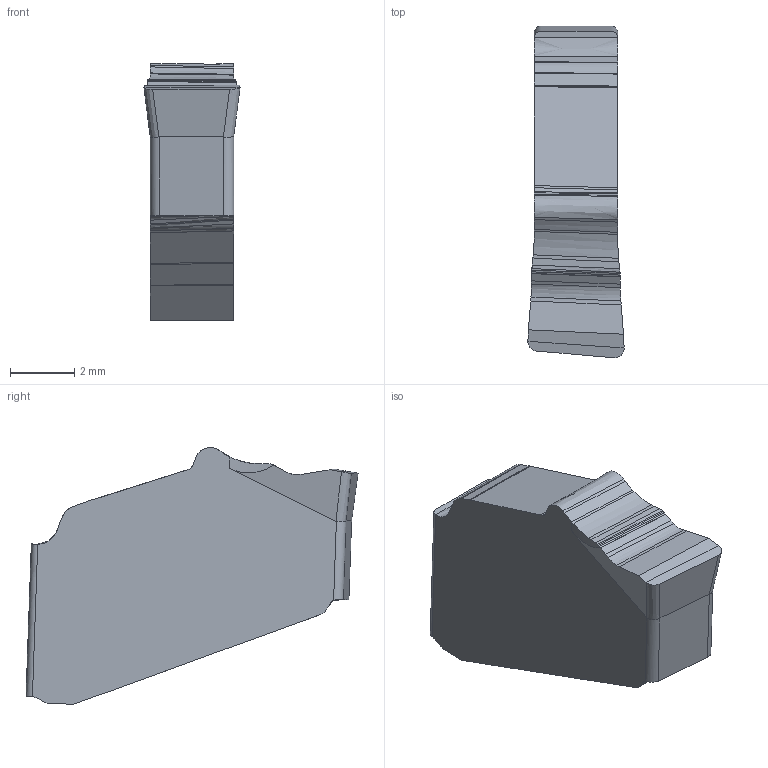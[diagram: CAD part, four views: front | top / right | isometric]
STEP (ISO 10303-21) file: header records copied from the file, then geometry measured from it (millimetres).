
FILE_DESCRIPTION((''),'2;1');
FILE_NAME('GW1M0300F030L05-GM','2021-03-01T10:32:48',('tlyad09'),('PTC Japan'),'CREO PARAMETRIC BY PTC INC, 2018500','CREO PARAMETRIC BY PTC INC, 2018500','');
FILE_SCHEMA(('AUTOMOTIVE_DESIGN { 1 0 10303 214 1 1 1 1 }'));
Length unit declared in the file: millimetre
Products named in the file (1): GW1M0300F030L05-GM
Bounding box: 3 x 10.35 x 8 mm (x, y, z)
Volume: 144.5 mm3; surface area: 190.5 mm2
Topology: 1 solids, 1 shells, 74 faces, 280 edges, 206 vertices
Faces by surface type: bspline 34, plane 25, cylinder 9, extrusion 6
Entity records: 5795 total; most frequent: CARTESIAN_POINT 2116, ORIENTED_EDGE 408, PRESENTATION_STYLE_ASSIGNMENT 361, STYLED_ITEM 287, CURVE_STYLE 286, DIRECTION 228, EDGE_CURVE 204, FILL_AREA_STYLE_COLOUR 149
